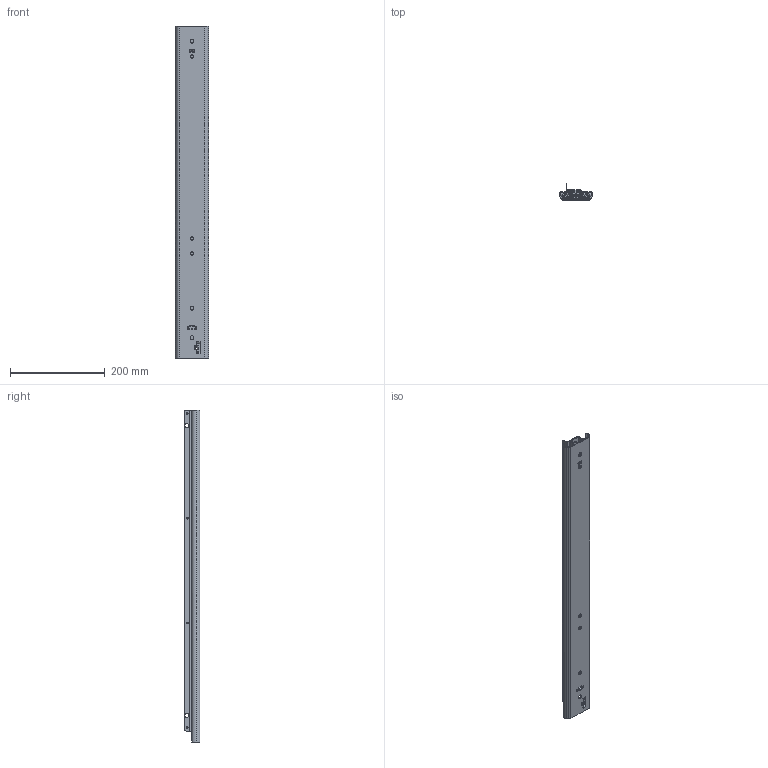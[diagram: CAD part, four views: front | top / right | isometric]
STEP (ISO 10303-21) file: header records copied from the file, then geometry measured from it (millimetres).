
FILE_DESCRIPTION((''),'2;1');
FILE_NAME('101-S48_ASM','2015-05-18T',('w.jans'),(''),'PRO/ENGINEER BY PARAMETRIC TECHNOLOGY CORPORATION, 2003450','PRO/ENGINEER BY PARAMETRIC TECHNOLOGY CORPORATION, 2003450','');
FILE_SCHEMA(('CONFIG_CONTROL_DESIGN'));
Length unit declared in the file: millimetre
Products named in the file (15): 101-S48-SKEL; 511-01-S48-TA1; 511-01-S48-TA1_ASM; 515-4XX-01-S48; 911-073; 515-4XX-01-S48_ASM; 512-01-S48-TA2; 512-01-S48-TA2_ASM; 515-5XX-01-S48; 911-078; 515-5XX-01-S48_ASM; 513-01-S48-TA3; 516-040; 513-01-S48-TA3_ASM; 101-S48_ASM
Assembly tree (80 placements, depth 3):
  101-S48_ASM
    101-S48-SKEL
    511-01-S48-TA1_ASM
      511-01-S48-TA1
    515-4XX-01-S48_ASM
      515-4XX-01-S48
      911-073  x34
    512-01-S48-TA2_ASM
      512-01-S48-TA2
    515-5XX-01-S48_ASM
      515-5XX-01-S48
      911-078  x34
    513-01-S48-TA3_ASM
      513-01-S48-TA3
      516-040
Bounding box: 70.9 x 32.7 x 700 mm (x, y, z)
Volume: 382516.7 mm3; surface area: 472267.9 mm2
Topology: 74 solids, 74 shells, 1485 faces, 4276 edges, 2660 vertices
Faces by surface type: plane 760, cylinder 533, sphere 136, torus 32, cone 24
Entity records: 46594 total; most frequent: CARTESIAN_POINT 9370, DIRECTION 7893, ORIENTED_EDGE 7744, EDGE_CURVE 3872, AXIS2_PLACEMENT_3D 2649, VECTOR 2595, LINE 2595, VERTEX_POINT 2528
